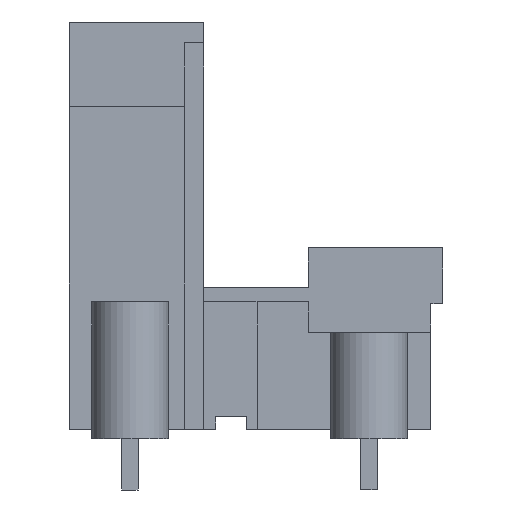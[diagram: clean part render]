
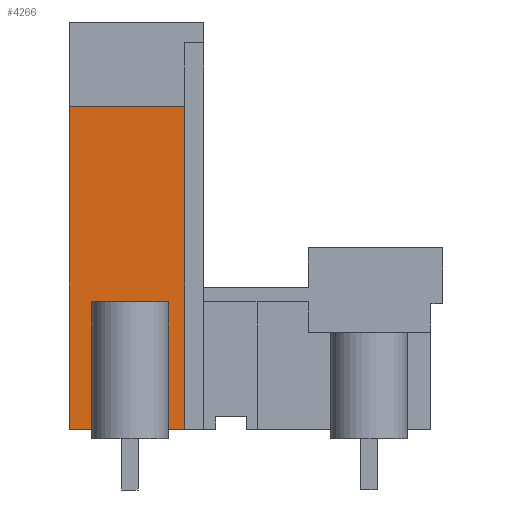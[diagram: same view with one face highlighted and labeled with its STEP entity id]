
A CAD part, left-side view. The second image highlights one B-rep face of the part: STEP entity #4266.
In plain terms, the highlighted planar face has unit normal (-1, 0, 0).
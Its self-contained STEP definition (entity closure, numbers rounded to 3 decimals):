
#4221=AXIS2_PLACEMENT_3D('Plane Axis2P3D',#4218,#4219,#4220) ;
#1107=CARTESIAN_POINT('Line Origine',(3.761,23.43,13.93)) ;
#1111=CARTESIAN_POINT('Vertex',(3.761,23.43,3.8)) ;
#1113=CARTESIAN_POINT('Vertex',(3.761,23.43,24.06)) ;
#1360=CARTESIAN_POINT('Line Origine',(3.761,19.815,24.06)) ;
#1364=CARTESIAN_POINT('Vertex',(3.76,16.2,24.06)) ;
#1399=CARTESIAN_POINT('Line Origine',(3.76,16.2,13.93)) ;
#1403=CARTESIAN_POINT('Vertex',(3.76,16.2,3.8)) ;
#4218=CARTESIAN_POINT('Axis2P3D Location',(3.761,23.43,3.2)) ;
#4223=CARTESIAN_POINT('Line Origine',(3.761,22.73,3.8)) ;
#4227=CARTESIAN_POINT('Vertex',(3.761,22.03,3.8)) ;
#4230=CARTESIAN_POINT('Line Origine',(3.761,22.03,7.8)) ;
#4234=CARTESIAN_POINT('Vertex',(3.761,22.03,11.8)) ;
#4237=CARTESIAN_POINT('Line Origine',(3.761,19.63,11.8)) ;
#4241=CARTESIAN_POINT('Vertex',(3.761,17.23,11.8)) ;
#4244=CARTESIAN_POINT('Line Origine',(3.761,17.23,7.8)) ;
#4248=CARTESIAN_POINT('Vertex',(3.761,17.23,3.8)) ;
#4251=CARTESIAN_POINT('Line Origine',(3.761,16.715,3.8)) ;
#1108=DIRECTION('Vector Direction',(0.,0.,1.)) ;
#1361=DIRECTION('Vector Direction',(0.,-1.,0.)) ;
#1400=DIRECTION('Vector Direction',(0.,0.,1.)) ;
#4219=DIRECTION('Axis2P3D Direction',(-1.,0.,0.)) ;
#4220=DIRECTION('Axis2P3D XDirection',(0.,-1.,0.)) ;
#4224=DIRECTION('Vector Direction',(0.,-1.,0.)) ;
#4231=DIRECTION('Vector Direction',(0.,0.,1.)) ;
#4238=DIRECTION('Vector Direction',(0.,-1.,0.)) ;
#4245=DIRECTION('Vector Direction',(0.,0.,1.)) ;
#4252=DIRECTION('Vector Direction',(0.,-1.,0.)) ;
#1109=VECTOR('Line Direction',#1108,1.) ;
#1362=VECTOR('Line Direction',#1361,1.) ;
#1401=VECTOR('Line Direction',#1400,1.) ;
#4225=VECTOR('Line Direction',#4224,1.) ;
#4232=VECTOR('Line Direction',#4231,1.) ;
#4239=VECTOR('Line Direction',#4238,1.) ;
#4246=VECTOR('Line Direction',#4245,1.) ;
#4253=VECTOR('Line Direction',#4252,1.) ;
#4257=ORIENTED_EDGE('',*,*,#1405,.T.) ;
#4258=ORIENTED_EDGE('',*,*,#1366,.F.) ;
#4259=ORIENTED_EDGE('',*,*,#1115,.F.) ;
#4260=ORIENTED_EDGE('',*,*,#4229,.T.) ;
#4261=ORIENTED_EDGE('',*,*,#4236,.T.) ;
#4262=ORIENTED_EDGE('',*,*,#4243,.T.) ;
#4263=ORIENTED_EDGE('',*,*,#4250,.F.) ;
#4264=ORIENTED_EDGE('',*,*,#4255,.T.) ;
#4266=ADVANCED_FACE('HOUSING',(#4265),#4222,.T.) ;
#1115=EDGE_CURVE('',#1112,#1114,#1110,.T.) ;
#1366=EDGE_CURVE('',#1114,#1365,#1363,.T.) ;
#1405=EDGE_CURVE('',#1404,#1365,#1402,.T.) ;
#4229=EDGE_CURVE('',#1112,#4228,#4226,.T.) ;
#4236=EDGE_CURVE('',#4228,#4235,#4233,.T.) ;
#4243=EDGE_CURVE('',#4235,#4242,#4240,.T.) ;
#4250=EDGE_CURVE('',#4249,#4242,#4247,.T.) ;
#4255=EDGE_CURVE('',#4249,#1404,#4254,.T.) ;
#4256=EDGE_LOOP('',(#4257,#4258,#4259,#4260,#4261,#4262,#4263,#4264)) ;
#4265=FACE_OUTER_BOUND('',#4256,.T.) ;
#1110=LINE('Line',#1107,#1109) ;
#1363=LINE('Line',#1360,#1362) ;
#1402=LINE('Line',#1399,#1401) ;
#4226=LINE('Line',#4223,#4225) ;
#4233=LINE('Line',#4230,#4232) ;
#4240=LINE('Line',#4237,#4239) ;
#4247=LINE('Line',#4244,#4246) ;
#4254=LINE('Line',#4251,#4253) ;
#4222=PLANE('',#4221) ;
#1112=VERTEX_POINT('',#1111) ;
#1114=VERTEX_POINT('',#1113) ;
#1365=VERTEX_POINT('',#1364) ;
#1404=VERTEX_POINT('',#1403) ;
#4228=VERTEX_POINT('',#4227) ;
#4235=VERTEX_POINT('',#4234) ;
#4242=VERTEX_POINT('',#4241) ;
#4249=VERTEX_POINT('',#4248) ;
